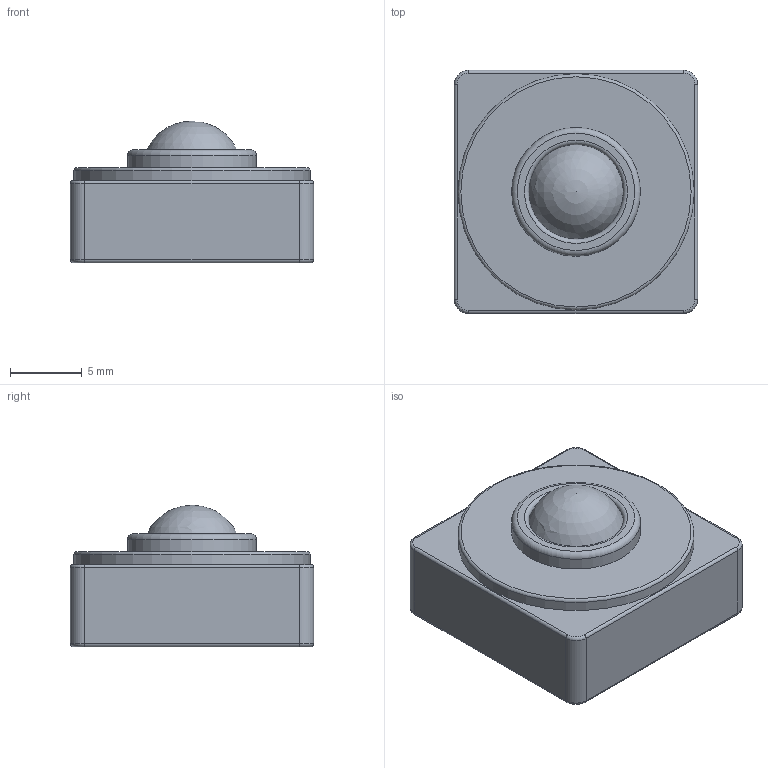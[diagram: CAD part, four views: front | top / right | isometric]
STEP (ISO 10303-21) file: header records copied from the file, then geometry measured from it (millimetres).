
FILE_DESCRIPTION(/* description */ (''),/* implementation_level */ '2;1');
FILE_NAME(/* name */ 'Pixart PAW3204 0A v2.step',/* time_stamp */ '2021-10-17T08:42:21+02:00',/* author */ (''),/* organization */ (''),/* preprocessor_version */ 'ST-DEVELOPER v18.1',/* originating_system */ 'Autodesk Translation Framework v10.10.0.1391',/* authorisation */ '');
FILE_SCHEMA (('AUTOMOTIVE_DESIGN { 1 0 10303 214 3 1 1 }'));
Length unit declared in the file: millimetre
Products named in the file (1): Pixart PAW3204 0A
Bounding box: 17 x 17 x 9.9 mm (x, y, z)
Volume: 1945.8 mm3; surface area: 1284.4 mm2
Topology: 3 solids, 3 shells, 46 faces, 104 edges, 64 vertices
Faces by surface type: plane 18, cylinder 15, torus 11, sphere 2
Full cylindrical faces by diameter (mm): 9 x1, 16.5 x1
Entity records: 1320 total; most frequent: DIRECTION 245, CARTESIAN_POINT 212, ORIENTED_EDGE 202, EDGE_CURVE 101, AXIS2_PLACEMENT_3D 97, VERTEX_POINT 64, LINE 51, VECTOR 51
